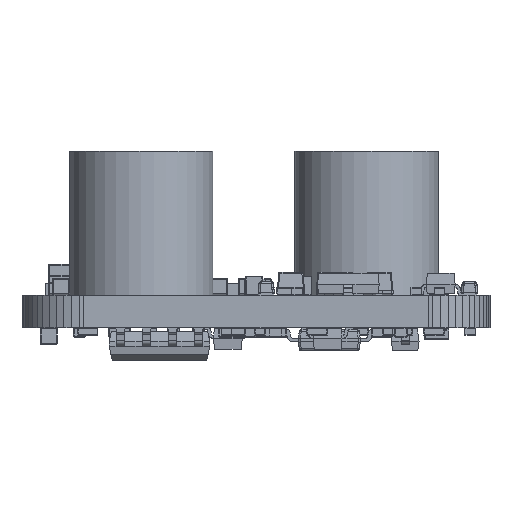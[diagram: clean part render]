
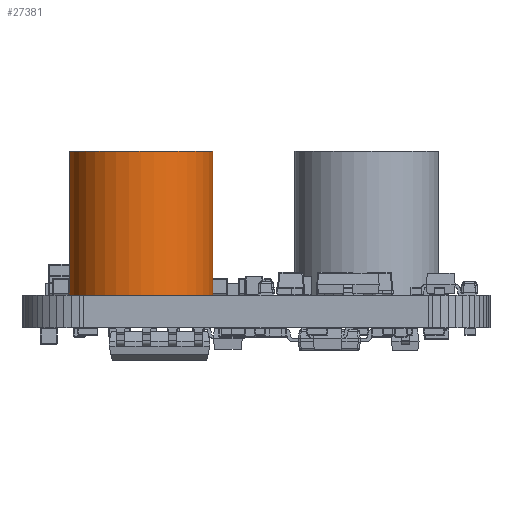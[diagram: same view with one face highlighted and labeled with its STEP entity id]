
A CAD part, front view. The second image highlights one B-rep face of the part: STEP entity #27381.
In plain terms, the highlighted cylindrical face has radius 3.5 mm (diameter 7 mm), a full revolution.
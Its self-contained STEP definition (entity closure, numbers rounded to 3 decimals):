
#25153 = EDGE_CURVE('',#25154,#25154,#25156,.T.);
#25154 = VERTEX_POINT('',#25155);
#25155 = CARTESIAN_POINT('',(7.8,0.,3.5));
#25156 = CIRCLE('',#25157,3.5);
#25157 = AXIS2_PLACEMENT_3D('',#25158,#25159,#25160);
#25158 = CARTESIAN_POINT('',(7.8,0.,0.));
#25159 = DIRECTION('',(-1.,0.,0.));
#25160 = DIRECTION('',(0.,0.,1.));
#25192 = EDGE_CURVE('',#25193,#25193,#25195,.T.);
#25193 = VERTEX_POINT('',#25194);
#25194 = CARTESIAN_POINT('',(0.8,0.,3.5));
#25195 = CIRCLE('',#25196,3.5);
#25196 = AXIS2_PLACEMENT_3D('',#25197,#25198,#25199);
#25197 = CARTESIAN_POINT('',(0.8,0.,0.));
#25198 = DIRECTION('',(-1.,0.,0.));
#25199 = DIRECTION('',(0.,0.,1.));
#27381 = ADVANCED_FACE('',(#27382),#27392,.T.);
#27382 = FACE_BOUND('',#27383,.T.);
#27383 = EDGE_LOOP('',(#27384,#27385,#27390,#27391));
#27384 = ORIENTED_EDGE('',*,*,#25192,.F.);
#27385 = ORIENTED_EDGE('',*,*,#27386,.T.);
#27386 = EDGE_CURVE('',#25193,#25154,#27387,.T.);
#27387 = B_SPLINE_CURVE_WITH_KNOTS('',1,(#27388,#27389),.UNSPECIFIED.,
  .F.,.F.,(2,2),(0.8,7.8),.PIECEWISE_BEZIER_KNOTS.);
#27388 = CARTESIAN_POINT('',(0.8,0.,3.5));
#27389 = CARTESIAN_POINT('',(7.8,0.,3.5));
#27390 = ORIENTED_EDGE('',*,*,#25153,.T.);
#27391 = ORIENTED_EDGE('',*,*,#27386,.F.);
#27392 = CYLINDRICAL_SURFACE('',#27393,3.5);
#27393 = AXIS2_PLACEMENT_3D('',#27394,#27395,#27396);
#27394 = CARTESIAN_POINT('',(0.,0.,0.));
#27395 = DIRECTION('',(1.,0.,0.));
#27396 = DIRECTION('',(0.,0.,1.));
